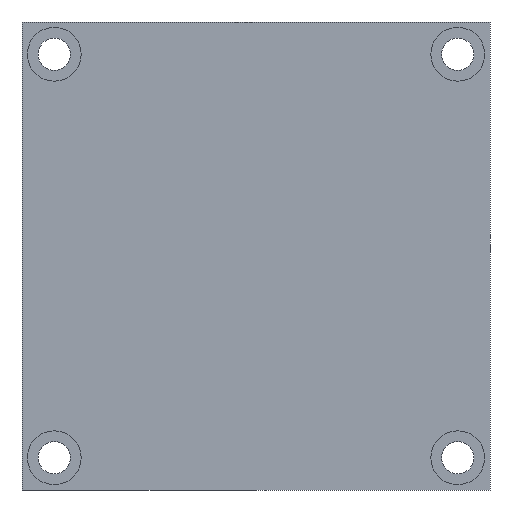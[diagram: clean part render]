
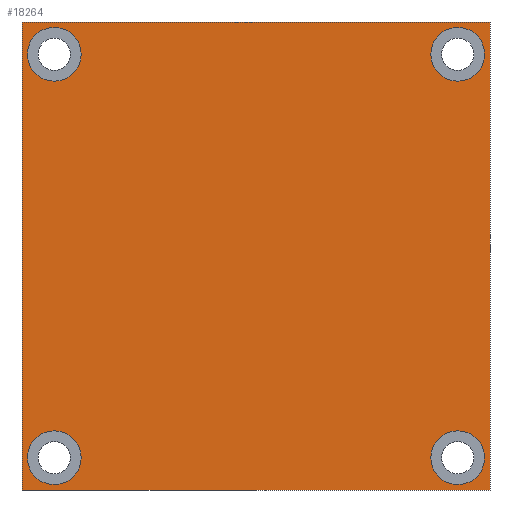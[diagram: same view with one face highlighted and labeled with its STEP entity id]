
A CAD part, front view. The second image highlights one B-rep face of the part: STEP entity #18264.
In plain terms, the highlighted planar face has unit normal (0, -1, 0).
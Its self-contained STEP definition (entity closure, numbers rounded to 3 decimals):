
#227 = VECTOR ( 'NONE', #11470, 1000. ) ;
#472 = CARTESIAN_POINT ( 'NONE',  ( 18.75, 0., -21.25 ) ) ;
#573 = VERTEX_POINT ( 'NONE', #13804 ) ;
#641 = CARTESIAN_POINT ( 'NONE',  ( -18.75, 0., -18.75 ) ) ;
#758 = VERTEX_POINT ( 'NONE', #16349 ) ;
#913 = EDGE_CURVE ( 'NONE', #15320, #18866, #7272, .T. ) ;
#1117 = DIRECTION ( 'NONE',  ( 0., 0., 1. ) ) ;
#1227 = CARTESIAN_POINT ( 'NONE',  ( -21.75, 0., 21.75 ) ) ;
#1284 = EDGE_CURVE ( 'NONE', #18949, #758, #11074, .T. ) ;
#1558 = AXIS2_PLACEMENT_3D ( 'NONE', #641, #4047, #13642 ) ;
#1941 = EDGE_CURVE ( 'NONE', #573, #8695, #17661, .T. ) ;
#2108 = ORIENTED_EDGE ( 'NONE', *, *, #913, .F. ) ;
#3067 = VECTOR ( 'NONE', #11082, 1000. ) ;
#3244 = AXIS2_PLACEMENT_3D ( 'NONE', #7378, #12068, #7274 ) ;
#3318 = AXIS2_PLACEMENT_3D ( 'NONE', #11345, #16355, #16146 ) ;
#3610 = FACE_BOUND ( 'NONE', #10859, .T. ) ;
#3695 = DIRECTION ( 'NONE',  ( 0., 0., -1. ) ) ;
#3715 = PLANE ( 'NONE',  #18970 ) ;
#4047 = DIRECTION ( 'NONE',  ( 0., 1., 0. ) ) ;
#4156 = AXIS2_PLACEMENT_3D ( 'NONE', #4344, #10851, #18645 ) ;
#4344 = CARTESIAN_POINT ( 'NONE',  ( -18.75, 0., 18.75 ) ) ;
#4466 = CARTESIAN_POINT ( 'NONE',  ( -18.75, 0., 21.25 ) ) ;
#4587 = CIRCLE ( 'NONE', #3244, 2.5 ) ;
#4590 = AXIS2_PLACEMENT_3D ( 'NONE', #13300, #19692, #3695 ) ;
#5080 = EDGE_CURVE ( 'NONE', #5516, #15560, #11438, .T. ) ;
#5516 = VERTEX_POINT ( 'NONE', #6826 ) ;
#5904 = LINE ( 'NONE', #1227, #19024 ) ;
#6335 = ORIENTED_EDGE ( 'NONE', *, *, #7560, .T. ) ;
#6629 = CIRCLE ( 'NONE', #4590, 2.5 ) ;
#6679 = ORIENTED_EDGE ( 'NONE', *, *, #7172, .T. ) ;
#6826 = CARTESIAN_POINT ( 'NONE',  ( 18.75, 0., 21.25 ) ) ;
#6938 = AXIS2_PLACEMENT_3D ( 'NONE', #18510, #7524, #9123 ) ;
#6994 = AXIS2_PLACEMENT_3D ( 'NONE', #8420, #7141, #19930 ) ;
#7141 = DIRECTION ( 'NONE',  ( 0., 1., 0. ) ) ;
#7172 = EDGE_CURVE ( 'NONE', #16973, #19169, #15736, .T. ) ;
#7239 = CIRCLE ( 'NONE', #19138, 2.5 ) ;
#7272 = LINE ( 'NONE', #13566, #11751 ) ;
#7274 = DIRECTION ( 'NONE',  ( 0., 0., -1. ) ) ;
#7378 = CARTESIAN_POINT ( 'NONE',  ( -18.75, 0., -18.75 ) ) ;
#7524 = DIRECTION ( 'NONE',  ( 0., 1., 0. ) ) ;
#7560 = EDGE_CURVE ( 'NONE', #758, #18949, #7239, .T. ) ;
#8420 = CARTESIAN_POINT ( 'NONE',  ( 18.75, 0., -18.75 ) ) ;
#8510 = FACE_OUTER_BOUND ( 'NONE', #11955, .T. ) ;
#8526 = CARTESIAN_POINT ( 'NONE',  ( 21.75, 0., -21.75 ) ) ;
#8618 = DIRECTION ( 'NONE',  ( 0., -1., 0. ) ) ;
#8695 = VERTEX_POINT ( 'NONE', #15208 ) ;
#8754 = EDGE_CURVE ( 'NONE', #15560, #5516, #20207, .T. ) ;
#8759 = ORIENTED_EDGE ( 'NONE', *, *, #9742, .T. ) ;
#8774 = CARTESIAN_POINT ( 'NONE',  ( -18.75, 0., -16.25 ) ) ;
#8864 = ORIENTED_EDGE ( 'NONE', *, *, #16948, .F. ) ;
#9016 = ORIENTED_EDGE ( 'NONE', *, *, #12544, .T. ) ;
#9123 = DIRECTION ( 'NONE',  ( 0., 0., -1. ) ) ;
#9193 = CARTESIAN_POINT ( 'NONE',  ( 18.75, 0., -18.75 ) ) ;
#9594 = CARTESIAN_POINT ( 'NONE',  ( -18.75, 0., 16.25 ) ) ;
#9742 = EDGE_CURVE ( 'NONE', #19169, #16973, #6629, .T. ) ;
#9799 = CARTESIAN_POINT ( 'NONE',  ( 21.75, 0., 21.75 ) ) ;
#9872 = VERTEX_POINT ( 'NONE', #12324 ) ;
#10107 = FACE_BOUND ( 'NONE', #18418, .T. ) ;
#10305 = ORIENTED_EDGE ( 'NONE', *, *, #11858, .T. ) ;
#10851 = DIRECTION ( 'NONE',  ( 0., 1., 0. ) ) ;
#10859 = EDGE_LOOP ( 'NONE', ( #15513, #14393 ) ) ;
#11074 = CIRCLE ( 'NONE', #6994, 2.5 ) ;
#11082 = DIRECTION ( 'NONE',  ( 0., 0., -1. ) ) ;
#11345 = CARTESIAN_POINT ( 'NONE',  ( 18.75, 0., 18.75 ) ) ;
#11438 = CIRCLE ( 'NONE', #3318, 2.5 ) ;
#11470 = DIRECTION ( 'NONE',  ( 1., 0., 0. ) ) ;
#11751 = VECTOR ( 'NONE', #13674, 1000. ) ;
#11858 = EDGE_CURVE ( 'NONE', #16243, #9872, #4587, .T. ) ;
#11955 = EDGE_LOOP ( 'NONE', ( #8864, #12286, #19528, #2108 ) ) ;
#12004 = EDGE_LOOP ( 'NONE', ( #15206, #6335 ) ) ;
#12068 = DIRECTION ( 'NONE',  ( 0., 1., 0. ) ) ;
#12286 = ORIENTED_EDGE ( 'NONE', *, *, #1941, .F. ) ;
#12324 = CARTESIAN_POINT ( 'NONE',  ( -18.75, 0., -21.25 ) ) ;
#12544 = EDGE_CURVE ( 'NONE', #9872, #16243, #19929, .T. ) ;
#12792 = LINE ( 'NONE', #9799, #3067 ) ;
#12955 = CARTESIAN_POINT ( 'NONE',  ( -21.75, 0., -21.75 ) ) ;
#13300 = CARTESIAN_POINT ( 'NONE',  ( -18.75, 0., 18.75 ) ) ;
#13418 = CARTESIAN_POINT ( 'NONE',  ( 0., 0., 0. ) ) ;
#13551 = EDGE_LOOP ( 'NONE', ( #8759, #6679 ) ) ;
#13566 = CARTESIAN_POINT ( 'NONE',  ( -21.75, 0., -21.75 ) ) ;
#13642 = DIRECTION ( 'NONE',  ( 0., 0., -1. ) ) ;
#13674 = DIRECTION ( 'NONE',  ( -1., 0., 0. ) ) ;
#13804 = CARTESIAN_POINT ( 'NONE',  ( -21.75, 0., 21.75 ) ) ;
#14393 = ORIENTED_EDGE ( 'NONE', *, *, #5080, .T. ) ;
#15022 = FACE_BOUND ( 'NONE', #12004, .T. ) ;
#15127 = DIRECTION ( 'NONE',  ( 0., 0., -1. ) ) ;
#15206 = ORIENTED_EDGE ( 'NONE', *, *, #1284, .T. ) ;
#15208 = CARTESIAN_POINT ( 'NONE',  ( 21.75, 0., 21.75 ) ) ;
#15320 = VERTEX_POINT ( 'NONE', #8526 ) ;
#15513 = ORIENTED_EDGE ( 'NONE', *, *, #8754, .T. ) ;
#15560 = VERTEX_POINT ( 'NONE', #19390 ) ;
#15707 = DIRECTION ( 'NONE',  ( 0., 0., -1. ) ) ;
#15736 = CIRCLE ( 'NONE', #4156, 2.5 ) ;
#16036 = EDGE_CURVE ( 'NONE', #18866, #573, #5904, .T. ) ;
#16146 = DIRECTION ( 'NONE',  ( 0., 0., -1. ) ) ;
#16243 = VERTEX_POINT ( 'NONE', #8774 ) ;
#16349 = CARTESIAN_POINT ( 'NONE',  ( 18.75, 0., -16.25 ) ) ;
#16355 = DIRECTION ( 'NONE',  ( 0., 1., 0. ) ) ;
#16948 = EDGE_CURVE ( 'NONE', #8695, #15320, #12792, .T. ) ;
#16973 = VERTEX_POINT ( 'NONE', #4466 ) ;
#17661 = LINE ( 'NONE', #19462, #227 ) ;
#18264 = ADVANCED_FACE ( 'NONE', ( #3610, #10107, #8510, #20024, #15022 ), #3715, .T. ) ;
#18418 = EDGE_LOOP ( 'NONE', ( #9016, #10305 ) ) ;
#18510 = CARTESIAN_POINT ( 'NONE',  ( 18.75, 0., 18.75 ) ) ;
#18645 = DIRECTION ( 'NONE',  ( 0., 0., -1. ) ) ;
#18866 = VERTEX_POINT ( 'NONE', #12955 ) ;
#18949 = VERTEX_POINT ( 'NONE', #472 ) ;
#18970 = AXIS2_PLACEMENT_3D ( 'NONE', #13418, #8618, #15127 ) ;
#19002 = DIRECTION ( 'NONE',  ( 0., 1., 0. ) ) ;
#19024 = VECTOR ( 'NONE', #1117, 1000. ) ;
#19138 = AXIS2_PLACEMENT_3D ( 'NONE', #9193, #19002, #15707 ) ;
#19169 = VERTEX_POINT ( 'NONE', #9594 ) ;
#19390 = CARTESIAN_POINT ( 'NONE',  ( 18.75, 0., 16.25 ) ) ;
#19462 = CARTESIAN_POINT ( 'NONE',  ( -21.75, 0., 21.75 ) ) ;
#19528 = ORIENTED_EDGE ( 'NONE', *, *, #16036, .F. ) ;
#19692 = DIRECTION ( 'NONE',  ( 0., 1., 0. ) ) ;
#19929 = CIRCLE ( 'NONE', #1558, 2.5 ) ;
#19930 = DIRECTION ( 'NONE',  ( 0., 0., -1. ) ) ;
#20024 = FACE_BOUND ( 'NONE', #13551, .T. ) ;
#20207 = CIRCLE ( 'NONE', #6938, 2.5 ) ;
